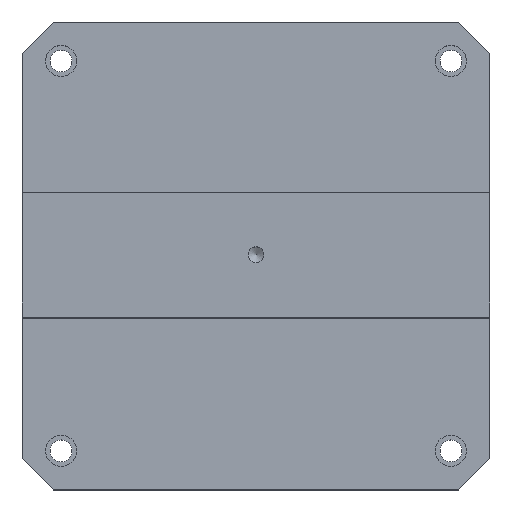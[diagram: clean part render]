
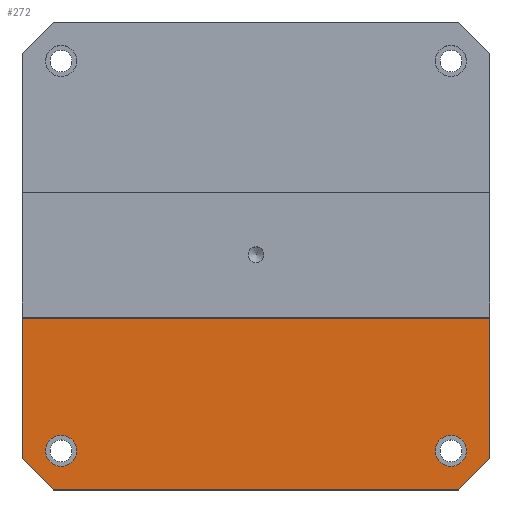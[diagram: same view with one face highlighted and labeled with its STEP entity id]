
A CAD part, top view. The second image highlights one B-rep face of the part: STEP entity #272.
In plain terms, the highlighted planar face has unit normal (0, 0, 1).
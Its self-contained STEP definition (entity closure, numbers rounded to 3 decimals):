
#272 = ADVANCED_FACE( '', ( #1033, #1034, #1035 ), #1036, .T. );
#1033 = FACE_BOUND( '', #1852, .T. );
#1034 = FACE_BOUND( '', #1853, .T. );
#1035 = FACE_OUTER_BOUND( '', #1854, .T. );
#1036 = PLANE( '', #1855 );
#1852 = EDGE_LOOP( '', ( #3081 ) );
#1853 = EDGE_LOOP( '', ( #3082 ) );
#1854 = EDGE_LOOP( '', ( #3083, #3084, #3085, #3086, #3087, #3088 ) );
#1855 = AXIS2_PLACEMENT_3D( '', #3089, #3090, #3091 );
#3081 = ORIENTED_EDGE( '', *, *, #3575, .T. );
#3082 = ORIENTED_EDGE( '', *, *, #3576, .T. );
#3083 = ORIENTED_EDGE( '', *, *, #3577, .T. );
#3084 = ORIENTED_EDGE( '', *, *, #3578, .T. );
#3085 = ORIENTED_EDGE( '', *, *, #3579, .T. );
#3086 = ORIENTED_EDGE( '', *, *, #3386, .T. );
#3087 = ORIENTED_EDGE( '', *, *, #3393, .T. );
#3088 = ORIENTED_EDGE( '', *, *, #3580, .T. );
#3089 = CARTESIAN_POINT( '', ( -150., -150., 50. ) );
#3090 = DIRECTION( '', ( 0., 0., 1. ) );
#3091 = DIRECTION( '', ( 1., 0., 0. ) );
#3386 = EDGE_CURVE( '', #3847, #3848, #3849, .T. );
#3393 = EDGE_CURVE( '', #3848, #3858, #3860, .T. );
#3575 = EDGE_CURVE( '', #4131, #4131, #4132, .T. );
#3576 = EDGE_CURVE( '', #4133, #4133, #4134, .T. );
#3577 = EDGE_CURVE( '', #4135, #4136, #4137, .T. );
#3578 = EDGE_CURVE( '', #4136, #4138, #4139, .F. );
#3579 = EDGE_CURVE( '', #4138, #3847, #4140, .T. );
#3580 = EDGE_CURVE( '', #3858, #4135, #4141, .F. );
#3847 = VERTEX_POINT( '', #4442 );
#3848 = VERTEX_POINT( '', #4443 );
#3849 = LINE( '', #4444, #4445 );
#3858 = VERTEX_POINT( '', #4459 );
#3860 = LINE( '', #4462, #4463 );
#4131 = VERTEX_POINT( '', #4734 );
#4132 = CIRCLE( '', #4735, 10. );
#4133 = VERTEX_POINT( '', #4736 );
#4134 = CIRCLE( '', #4737, 10. );
#4135 = VERTEX_POINT( '', #4738 );
#4136 = VERTEX_POINT( '', #4739 );
#4137 = LINE( '', #4740, #4741 );
#4138 = VERTEX_POINT( '', #4742 );
#4139 = LINE( '', #4743, #4744 );
#4140 = LINE( '', #4745, #4746 );
#4141 = LINE( '', #4747, #4748 );
#4442 = CARTESIAN_POINT( '', ( 150., -40., 50. ) );
#4443 = CARTESIAN_POINT( '', ( -150., -40., 50. ) );
#4444 = CARTESIAN_POINT( '', ( -150., -40., 50. ) );
#4445 = VECTOR( '', #5160, 1000. );
#4459 = CARTESIAN_POINT( '', ( -150., -130., 50. ) );
#4462 = CARTESIAN_POINT( '', ( -150., 150., 50. ) );
#4463 = VECTOR( '', #5167, 1000. );
#4734 = CARTESIAN_POINT( '', ( -125., -135., 50. ) );
#4735 = AXIS2_PLACEMENT_3D( '', #5573, #5574, #5575 );
#4736 = CARTESIAN_POINT( '', ( 125., -135., 50. ) );
#4737 = AXIS2_PLACEMENT_3D( '', #5576, #5577, #5578 );
#4738 = CARTESIAN_POINT( '', ( -130., -150., 50. ) );
#4739 = CARTESIAN_POINT( '', ( 130., -150., 50. ) );
#4740 = CARTESIAN_POINT( '', ( -150., -150., 50. ) );
#4741 = VECTOR( '', #5579, 1000. );
#4742 = CARTESIAN_POINT( '', ( 150., -130., 50. ) );
#4743 = CARTESIAN_POINT( '', ( -10., -290., 50. ) );
#4744 = VECTOR( '', #5580, 1000. );
#4745 = CARTESIAN_POINT( '', ( 150., -150., 50. ) );
#4746 = VECTOR( '', #5581, 1000. );
#4747 = CARTESIAN_POINT( '', ( -140., -140., 50. ) );
#4748 = VECTOR( '', #5582, 1000. );
#5160 = DIRECTION( '', ( -1., 0., 0. ) );
#5167 = DIRECTION( '', ( 0., -1., 0. ) );
#5573 = CARTESIAN_POINT( '', ( -125., -125., 50. ) );
#5574 = DIRECTION( '', ( 0., 0., -1. ) );
#5575 = DIRECTION( '', ( 0., -1., 0. ) );
#5576 = CARTESIAN_POINT( '', ( 125., -125., 50. ) );
#5577 = DIRECTION( '', ( 0., 0., -1. ) );
#5578 = DIRECTION( '', ( 0., -1., 0. ) );
#5579 = DIRECTION( '', ( 1., 0., 0. ) );
#5580 = DIRECTION( '', ( -0.707, -0.707, 0. ) );
#5581 = DIRECTION( '', ( 0., 1., 0. ) );
#5582 = DIRECTION( '', ( -0.707, 0.707, 0. ) );
